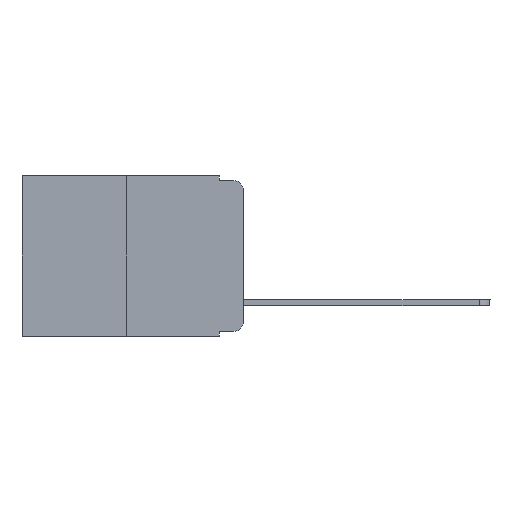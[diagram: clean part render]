
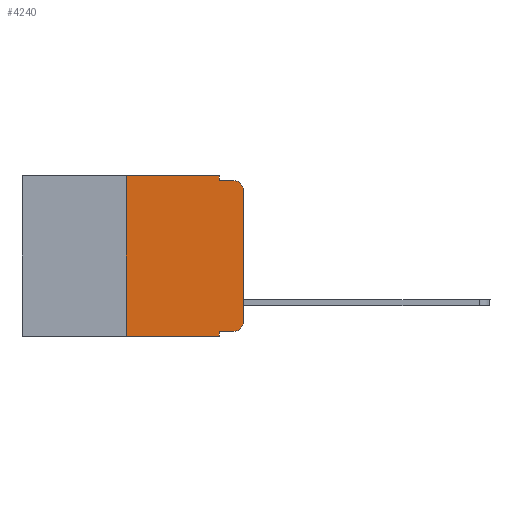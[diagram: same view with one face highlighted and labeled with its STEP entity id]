
A CAD part, left-side view. The second image highlights one B-rep face of the part: STEP entity #4240.
In plain terms, the highlighted planar face has unit normal (-1, 0, 0).
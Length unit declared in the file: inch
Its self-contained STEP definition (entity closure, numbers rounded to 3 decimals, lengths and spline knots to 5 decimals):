
#81 = LINE ( 'NONE', #10129, #15576 ) ;
#227 = DIRECTION ( 'NONE',  ( -1., 0., 0. ) ) ;
#797 = CARTESIAN_POINT ( 'NONE',  ( 0., 0.051, 0. ) ) ;
#1098 = ORIENTED_EDGE ( 'NONE', *, *, #14896, .T. ) ;
#1697 = EDGE_LOOP ( 'NONE', ( #5728, #9508, #4249, #12364, #3865, #2617, #8899, #3282, #11005, #1098 ) ) ;
#1750 = CARTESIAN_POINT ( 'NONE',  ( 0., 0.02, -0.01 ) ) ;
#2067 = EDGE_CURVE ( 'NONE', #15359, #2516, #81, .T. ) ;
#2100 = VECTOR ( 'NONE', #4244, 39.37008 ) ;
#2215 = CARTESIAN_POINT ( 'NONE',  ( 0., 0.473, -0.343 ) ) ;
#2273 = CARTESIAN_POINT ( 'NONE',  ( 0., 0.02, -0.333 ) ) ;
#2274 = VERTEX_POINT ( 'NONE', #9464 ) ;
#2484 = VERTEX_POINT ( 'NONE', #7663 ) ;
#2516 = VERTEX_POINT ( 'NONE', #5039 ) ;
#2584 = CARTESIAN_POINT ( 'NONE',  ( 0., 0.02, -0.313 ) ) ;
#2617 = ORIENTED_EDGE ( 'NONE', *, *, #10099, .F. ) ;
#2622 = CARTESIAN_POINT ( 'NONE',  ( 0., 0.051, -0.01 ) ) ;
#2759 = CARTESIAN_POINT ( 'NONE',  ( 0., 0.02, -0.03 ) ) ;
#2826 = VECTOR ( 'NONE', #13205, 39.37008 ) ;
#3213 = DIRECTION ( 'NONE',  ( 1., 0., 0. ) ) ;
#3282 = ORIENTED_EDGE ( 'NONE', *, *, #7508, .F. ) ;
#3323 = CARTESIAN_POINT ( 'NONE',  ( 0., 0.051, -0.01 ) ) ;
#3704 = VERTEX_POINT ( 'NONE', #4046 ) ;
#3825 = EDGE_CURVE ( 'NONE', #2484, #14728, #9449, .T. ) ;
#3865 = ORIENTED_EDGE ( 'NONE', *, *, #8467, .F. ) ;
#3891 = CARTESIAN_POINT ( 'NONE',  ( 0., 0.051, -0.333 ) ) ;
#4046 = CARTESIAN_POINT ( 'NONE',  ( 0., 0.25, -0.343 ) ) ;
#4240 = ADVANCED_FACE ( 'NONE', ( #14242 ), #9429, .F. ) ;
#4244 = DIRECTION ( 'NONE',  ( 0., -1., 0. ) ) ;
#4249 = ORIENTED_EDGE ( 'NONE', *, *, #15356, .F. ) ;
#4296 = VERTEX_POINT ( 'NONE', #1750 ) ;
#4443 = LINE ( 'NONE', #11878, #14371 ) ;
#4992 = LINE ( 'NONE', #2622, #2100 ) ;
#5039 = CARTESIAN_POINT ( 'NONE',  ( 0., 0., -0.03 ) ) ;
#5273 = LINE ( 'NONE', #3891, #12098 ) ;
#5367 = DIRECTION ( 'NONE',  ( 0., 0., 1. ) ) ;
#5461 = CIRCLE ( 'NONE', #7563, 0.02 ) ;
#5728 = ORIENTED_EDGE ( 'NONE', *, *, #2067, .T. ) ;
#6065 = VECTOR ( 'NONE', #7021, 39.37008 ) ;
#6645 = VECTOR ( 'NONE', #10002, 39.37008 ) ;
#7021 = DIRECTION ( 'NONE',  ( 0., -1., 0. ) ) ;
#7030 = CARTESIAN_POINT ( 'NONE',  ( 0., 0., -0.313 ) ) ;
#7120 = EDGE_CURVE ( 'NONE', #16012, #11010, #5273, .T. ) ;
#7508 = EDGE_CURVE ( 'NONE', #16012, #14116, #15374, .T. ) ;
#7563 = AXIS2_PLACEMENT_3D ( 'NONE', #2584, #12471, #7575 ) ;
#7575 = DIRECTION ( 'NONE',  ( 0., 0., -1. ) ) ;
#7663 = CARTESIAN_POINT ( 'NONE',  ( 0., 0.051, 0. ) ) ;
#7664 = DIRECTION ( 'NONE',  ( 0., -1., 0. ) ) ;
#8289 = CARTESIAN_POINT ( 'NONE',  ( 0., 0.473, 0. ) ) ;
#8319 = LINE ( 'NONE', #2215, #6065 ) ;
#8467 = EDGE_CURVE ( 'NONE', #2274, #2484, #11973, .T. ) ;
#8589 = AXIS2_PLACEMENT_3D ( 'NONE', #12854, #3213, #14083 ) ;
#8899 = ORIENTED_EDGE ( 'NONE', *, *, #9280, .T. ) ;
#9280 = EDGE_CURVE ( 'NONE', #3704, #14116, #8319, .T. ) ;
#9429 = PLANE ( 'NONE',  #8589 ) ;
#9449 = LINE ( 'NONE', #797, #2826 ) ;
#9464 = CARTESIAN_POINT ( 'NONE',  ( 0., 0.25, 0. ) ) ;
#9508 = ORIENTED_EDGE ( 'NONE', *, *, #14386, .T. ) ;
#9584 = DIRECTION ( 'NONE',  ( 0., 0., 1. ) ) ;
#10002 = DIRECTION ( 'NONE',  ( 0., 0., -1. ) ) ;
#10099 = EDGE_CURVE ( 'NONE', #3704, #2274, #4443, .T. ) ;
#10129 = CARTESIAN_POINT ( 'NONE',  ( 0., 0., 0. ) ) ;
#10821 = VECTOR ( 'NONE', #13280, 39.37008 ) ;
#11005 = ORIENTED_EDGE ( 'NONE', *, *, #7120, .T. ) ;
#11010 = VERTEX_POINT ( 'NONE', #2273 ) ;
#11609 = CARTESIAN_POINT ( 'NONE',  ( 0., 0.051, 0. ) ) ;
#11878 = CARTESIAN_POINT ( 'NONE',  ( 0., 0.25, 0. ) ) ;
#11973 = LINE ( 'NONE', #8289, #10821 ) ;
#11991 = CARTESIAN_POINT ( 'NONE',  ( 0., 0.051, -0.333 ) ) ;
#12098 = VECTOR ( 'NONE', #7664, 39.37008 ) ;
#12364 = ORIENTED_EDGE ( 'NONE', *, *, #3825, .F. ) ;
#12471 = DIRECTION ( 'NONE',  ( -1., 0., 0. ) ) ;
#12569 = DIRECTION ( 'NONE',  ( 0., 0., -1. ) ) ;
#12854 = CARTESIAN_POINT ( 'NONE',  ( 0., 0.473, 0. ) ) ;
#12988 = CARTESIAN_POINT ( 'NONE',  ( 0., 0.051, -0.343 ) ) ;
#13205 = DIRECTION ( 'NONE',  ( 0., 0., -1. ) ) ;
#13280 = DIRECTION ( 'NONE',  ( 0., -1., 0. ) ) ;
#14083 = DIRECTION ( 'NONE',  ( 0., 0., -1. ) ) ;
#14116 = VERTEX_POINT ( 'NONE', #12988 ) ;
#14242 = FACE_OUTER_BOUND ( 'NONE', #1697, .T. ) ;
#14371 = VECTOR ( 'NONE', #9584, 39.37008 ) ;
#14386 = EDGE_CURVE ( 'NONE', #2516, #4296, #15635, .T. ) ;
#14728 = VERTEX_POINT ( 'NONE', #3323 ) ;
#14896 = EDGE_CURVE ( 'NONE', #11010, #15359, #5461, .T. ) ;
#15356 = EDGE_CURVE ( 'NONE', #14728, #4296, #4992, .T. ) ;
#15359 = VERTEX_POINT ( 'NONE', #7030 ) ;
#15372 = AXIS2_PLACEMENT_3D ( 'NONE', #2759, #227, #12569 ) ;
#15374 = LINE ( 'NONE', #11609, #6645 ) ;
#15576 = VECTOR ( 'NONE', #5367, 39.37008 ) ;
#15635 = CIRCLE ( 'NONE', #15372, 0.02 ) ;
#16012 = VERTEX_POINT ( 'NONE', #11991 ) ;
